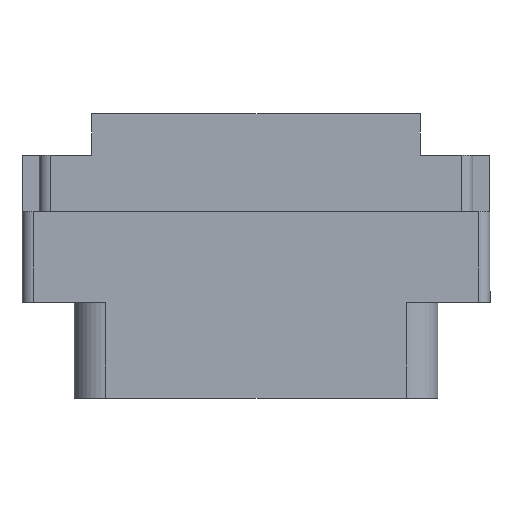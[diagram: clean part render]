
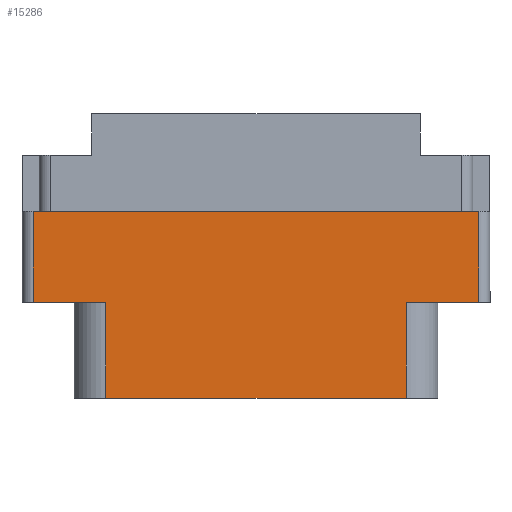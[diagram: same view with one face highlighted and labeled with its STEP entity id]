
A CAD part, front view. The second image highlights one B-rep face of the part: STEP entity #15286.
In plain terms, the highlighted planar face has unit normal (0, -1, 0).
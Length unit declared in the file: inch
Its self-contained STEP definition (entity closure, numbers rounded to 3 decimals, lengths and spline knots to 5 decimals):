
#108 = DIRECTION ( 'NONE',  ( 0., 0., -1. ) ) ;
#1238 = LINE ( 'NONE', #17438, #4000 ) ;
#1525 = CARTESIAN_POINT ( 'NONE',  ( 0.624, -0.343, -0.529 ) ) ;
#1785 = CARTESIAN_POINT ( 'NONE',  ( 0.42052, -0.343, -0.529 ) ) ;
#1913 = VECTOR ( 'NONE', #19091, 39.37008 ) ;
#2131 = EDGE_LOOP ( 'NONE', ( #5039, #3976, #17778, #7491, #18823, #10769, #12218, #19301 ) ) ;
#2451 = EDGE_CURVE ( 'NONE', #15181, #3705, #11484, .T. ) ;
#3343 = DIRECTION ( 'NONE',  ( 0., 0., -1. ) ) ;
#3544 = DIRECTION ( 'NONE',  ( 0., 0., 1. ) ) ;
#3705 = VERTEX_POINT ( 'NONE', #10978 ) ;
#3736 = VECTOR ( 'NONE', #20195, 39.37008 ) ;
#3976 = ORIENTED_EDGE ( 'NONE', *, *, #20314, .T. ) ;
#4000 = VECTOR ( 'NONE', #108, 39.37008 ) ;
#4278 = EDGE_CURVE ( 'NONE', #12465, #14984, #16782, .T. ) ;
#4288 = VECTOR ( 'NONE', #3544, 39.37008 ) ;
#4368 = CARTESIAN_POINT ( 'NONE',  ( 0.42052, -0.343, -0.798 ) ) ;
#5039 = ORIENTED_EDGE ( 'NONE', *, *, #6247, .F. ) ;
#5099 = DIRECTION ( 'NONE',  ( 0., -1., 0. ) ) ;
#5886 = CARTESIAN_POINT ( 'NONE',  ( 0.624, -0.343, -0.798 ) ) ;
#6201 = VECTOR ( 'NONE', #12070, 39.37008 ) ;
#6247 = EDGE_CURVE ( 'NONE', #9431, #3705, #7994, .T. ) ;
#7260 = VECTOR ( 'NONE', #11023, 39.37008 ) ;
#7491 = ORIENTED_EDGE ( 'NONE', *, *, #17954, .T. ) ;
#7994 = LINE ( 'NONE', #9157, #3736 ) ;
#8576 = VECTOR ( 'NONE', #12548, 39.37008 ) ;
#8861 = CARTESIAN_POINT ( 'NONE',  ( 0.42052, -0.343, -0.529 ) ) ;
#9157 = CARTESIAN_POINT ( 'NONE',  ( 0., -0.343, -0.274 ) ) ;
#9355 = FACE_OUTER_BOUND ( 'NONE', #2131, .T. ) ;
#9370 = CARTESIAN_POINT ( 'NONE',  ( -0.656, -0.343, -0.798 ) ) ;
#9431 = VERTEX_POINT ( 'NONE', #14955 ) ;
#9635 = PLANE ( 'NONE',  #17520 ) ;
#10380 = VERTEX_POINT ( 'NONE', #12441 ) ;
#10482 = CARTESIAN_POINT ( 'NONE',  ( 0., -0.343, -0.529 ) ) ;
#10674 = EDGE_CURVE ( 'NONE', #16214, #12853, #19865, .T. ) ;
#10769 = ORIENTED_EDGE ( 'NONE', *, *, #10674, .T. ) ;
#10978 = CARTESIAN_POINT ( 'NONE',  ( 0.624, -0.343, -0.274 ) ) ;
#11023 = DIRECTION ( 'NONE',  ( 0., 0., 1. ) ) ;
#11163 = EDGE_CURVE ( 'NONE', #10380, #16214, #12775, .T. ) ;
#11198 = CARTESIAN_POINT ( 'NONE',  ( -0.624, -0.343, -0.798 ) ) ;
#11484 = LINE ( 'NONE', #5886, #7260 ) ;
#12070 = DIRECTION ( 'NONE',  ( 1., 0., 0. ) ) ;
#12167 = CARTESIAN_POINT ( 'NONE',  ( 0., -0.343, -0.529 ) ) ;
#12218 = ORIENTED_EDGE ( 'NONE', *, *, #15743, .F. ) ;
#12307 = VECTOR ( 'NONE', #15439, 39.37008 ) ;
#12441 = CARTESIAN_POINT ( 'NONE',  ( -0.42052, -0.343, -0.798 ) ) ;
#12465 = VERTEX_POINT ( 'NONE', #13487 ) ;
#12548 = DIRECTION ( 'NONE',  ( 1., 0., 0. ) ) ;
#12775 = LINE ( 'NONE', #9370, #8576 ) ;
#12853 = VERTEX_POINT ( 'NONE', #8861 ) ;
#13487 = CARTESIAN_POINT ( 'NONE',  ( -0.624, -0.343, -0.529 ) ) ;
#14268 = LINE ( 'NONE', #12167, #12307 ) ;
#14955 = CARTESIAN_POINT ( 'NONE',  ( -0.624, -0.343, -0.274 ) ) ;
#14984 = VERTEX_POINT ( 'NONE', #15980 ) ;
#15181 = VERTEX_POINT ( 'NONE', #1525 ) ;
#15286 = ADVANCED_FACE ( 'NONE', ( #9355 ), #9635, .T. ) ;
#15439 = DIRECTION ( 'NONE',  ( -1., 0., 0. ) ) ;
#15743 = EDGE_CURVE ( 'NONE', #15181, #12853, #14268, .T. ) ;
#15980 = CARTESIAN_POINT ( 'NONE',  ( -0.42052, -0.343, -0.529 ) ) ;
#16214 = VERTEX_POINT ( 'NONE', #4368 ) ;
#16782 = LINE ( 'NONE', #10482, #6201 ) ;
#17273 = LINE ( 'NONE', #11198, #1913 ) ;
#17438 = CARTESIAN_POINT ( 'NONE',  ( -0.42052, -0.343, -0.798 ) ) ;
#17520 = AXIS2_PLACEMENT_3D ( 'NONE', #19187, #5099, #3343 ) ;
#17778 = ORIENTED_EDGE ( 'NONE', *, *, #4278, .T. ) ;
#17954 = EDGE_CURVE ( 'NONE', #14984, #10380, #1238, .T. ) ;
#18823 = ORIENTED_EDGE ( 'NONE', *, *, #11163, .T. ) ;
#19091 = DIRECTION ( 'NONE',  ( 0., 0., -1. ) ) ;
#19187 = CARTESIAN_POINT ( 'NONE',  ( -0.656, -0.343, -0.798 ) ) ;
#19301 = ORIENTED_EDGE ( 'NONE', *, *, #2451, .T. ) ;
#19865 = LINE ( 'NONE', #1785, #4288 ) ;
#20195 = DIRECTION ( 'NONE',  ( 1., 0., 0. ) ) ;
#20314 = EDGE_CURVE ( 'NONE', #9431, #12465, #17273, .T. ) ;
